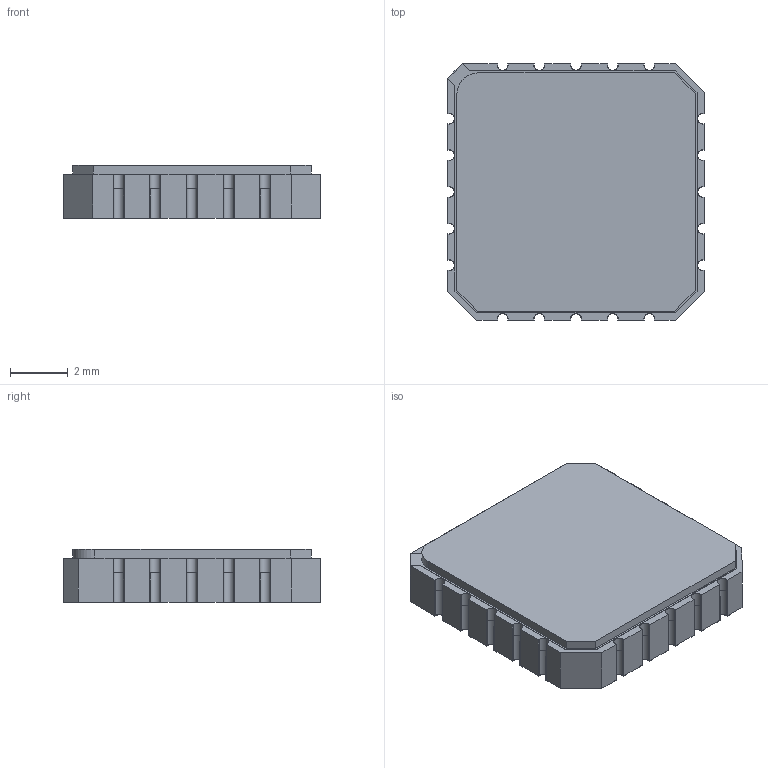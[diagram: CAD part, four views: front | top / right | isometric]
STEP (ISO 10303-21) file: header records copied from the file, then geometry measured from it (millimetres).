
FILE_DESCRIPTION((''),'2;1');
FILE_NAME('FK0020B_ASM','2023-01-13T06:47:55',('a0412086'),(''),'CREO PARAMETRIC BY PTC INC, 2018500','CREO PARAMETRIC BY PTC INC, 2018500','');
FILE_SCHEMA(('CONFIG_CONTROL_DESIGN','SHAPE_APPEARANCE_LAYERS_GROUPS'));
Length unit declared in the file: millimetre
Products named in the file (5): FK0020B_GOLD_PADS; FK0020B_CERAMIC_BODY; FK0020B_SEAL_RING; FK0020B_LID; FK0020B_ASM
Assembly tree (4 placements, depth 2):
  FK0020B_ASM
    FK0020B_GOLD_PADS
    FK0020B_CERAMIC_BODY
    FK0020B_SEAL_RING
    FK0020B_LID
Bounding box: 8.89 x 8.89 x 1.84 mm (x, y, z)
Volume: 136.4 mm3; surface area: 555.2 mm2
Topology: 23 solids, 23 shells, 392 faces, 1038 edges, 692 vertices
Faces by surface type: plane 331, cylinder 61
Entity records: 15400 total; most frequent: CARTESIAN_POINT 2131, ORIENTED_EDGE 2076, DIRECTION 1962, PRESENTATION_STYLE_ASSIGNMENT 1061, STYLED_ITEM 1061, CURVE_STYLE 1038, EDGE_CURVE 1038, VECTOR 916
